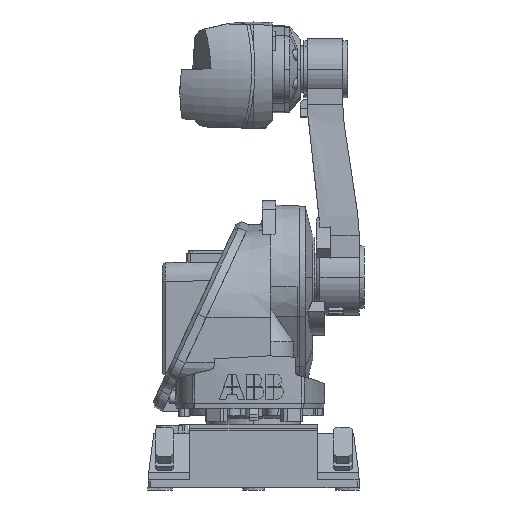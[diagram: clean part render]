
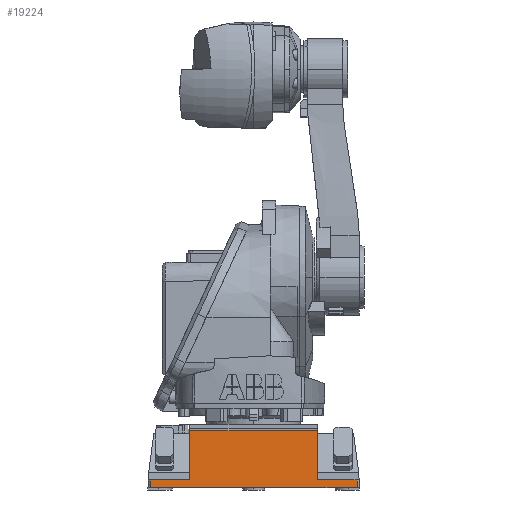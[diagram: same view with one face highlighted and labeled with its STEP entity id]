
A CAD part, left-side view. The second image highlights one B-rep face of the part: STEP entity #19224.
In plain terms, the highlighted planar face has unit normal (-0.999, 0, 0.035).
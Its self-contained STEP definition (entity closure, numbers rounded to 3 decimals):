
#18931 = EDGE_CURVE ( 'NONE', #18932, #18955, #46498, .T. ) ;
#18932 = VERTEX_POINT ( 'NONE', #46494 ) ;
#18944 = VERTEX_POINT ( 'NONE', #46478 ) ;
#18946 = EDGE_CURVE ( 'NONE', #18952, #18944, #46476, .T. ) ;
#18952 = VERTEX_POINT ( 'NONE', #46509 ) ;
#18954 = EDGE_CURVE ( 'NONE', #18955, #18952, #46508, .T. ) ;
#18955 = VERTEX_POINT ( 'NONE', #46504 ) ;
#19041 = VERTEX_POINT ( 'NONE', #46725 ) ;
#19043 = EDGE_CURVE ( 'NONE', #18944, #19041, #46776, .T. ) ;
#19161 = EDGE_CURVE ( 'NONE', #19162, #18932, #47097, .T. ) ;
#19162 = VERTEX_POINT ( 'NONE', #47093 ) ;
#19224 = ADVANCED_FACE ( 'NONE', ( #47272 ), #47313, .T. ) ;
#19225 = EDGE_LOOP ( 'NONE', ( #19226, #19227, #19228, #19229, #19230, #19231, #19291, #19293 ) ) ;
#19226 = ORIENTED_EDGE ( 'NONE', *, *, #19161, .T. ) ;
#19227 = ORIENTED_EDGE ( 'NONE', *, *, #18931, .T. ) ;
#19228 = ORIENTED_EDGE ( 'NONE', *, *, #18954, .T. ) ;
#19229 = ORIENTED_EDGE ( 'NONE', *, *, #18946, .T. ) ;
#19230 = ORIENTED_EDGE ( 'NONE', *, *, #19043, .T. ) ;
#19231 = ORIENTED_EDGE ( 'NONE', *, *, #19232, .F. ) ;
#19232 = EDGE_CURVE ( 'NONE', #19233, #19041, #47308, .T. ) ;
#19233 = VERTEX_POINT ( 'NONE', #47304 ) ;
#19247 = EDGE_CURVE ( 'NONE', #19248, #19162, #47380, .T. ) ;
#19248 = VERTEX_POINT ( 'NONE', #47376 ) ;
#19291 = ORIENTED_EDGE ( 'NONE', *, *, #19292, .F. ) ;
#19292 = EDGE_CURVE ( 'NONE', #19248, #19233, #47488, .T. ) ;
#19293 = ORIENTED_EDGE ( 'NONE', *, *, #19247, .T. ) ;
#46473 = DIRECTION ( 'NONE',  ( -0.035, 0., -0.999 ) ) ;
#46474 = VECTOR ( 'NONE', #46473, 1000. ) ;
#46475 = CARTESIAN_POINT ( 'NONE',  ( -370., 146., 5. ) ) ;
#46476 = LINE ( 'NONE', #46475, #46474 ) ;
#46478 = CARTESIAN_POINT ( 'NONE',  ( -369.371, 146., 23. ) ) ;
#46494 = CARTESIAN_POINT ( 'NONE',  ( -369.371, -146., 23. ) ) ;
#46495 = DIRECTION ( 'NONE',  ( 0.035, 0., 0.999 ) ) ;
#46496 = VECTOR ( 'NONE', #46495, 1000. ) ;
#46497 = CARTESIAN_POINT ( 'NONE',  ( -370., -146., 5. ) ) ;
#46498 = LINE ( 'NONE', #46497, #46496 ) ;
#46504 = CARTESIAN_POINT ( 'NONE',  ( -365.46, -146., 135. ) ) ;
#46505 = DIRECTION ( 'NONE',  ( 0., 1., 0. ) ) ;
#46506 = VECTOR ( 'NONE', #46505, 1000. ) ;
#46507 = CARTESIAN_POINT ( 'NONE',  ( -365.46, 236.501, 135. ) ) ;
#46508 = LINE ( 'NONE', #46507, #46506 ) ;
#46509 = CARTESIAN_POINT ( 'NONE',  ( -365.46, 146., 135. ) ) ;
#46725 = CARTESIAN_POINT ( 'NONE',  ( -369.371, 236.24, 23. ) ) ;
#46773 = DIRECTION ( 'NONE',  ( 0., 1., 0. ) ) ;
#46774 = VECTOR ( 'NONE', #46773, 1000. ) ;
#46775 = CARTESIAN_POINT ( 'NONE',  ( -369.371, 236.501, 23. ) ) ;
#46776 = LINE ( 'NONE', #46775, #46774 ) ;
#47093 = CARTESIAN_POINT ( 'NONE',  ( -369.371, -236.24, 23. ) ) ;
#47094 = DIRECTION ( 'NONE',  ( 0., 1., 0. ) ) ;
#47095 = VECTOR ( 'NONE', #47094, 1000. ) ;
#47096 = CARTESIAN_POINT ( 'NONE',  ( -369.371, 236.501, 23. ) ) ;
#47097 = LINE ( 'NONE', #47096, #47095 ) ;
#47272 = FACE_OUTER_BOUND ( 'NONE', #19225, .T. ) ;
#47304 = CARTESIAN_POINT ( 'NONE',  ( -370., 236.501, 5. ) ) ;
#47305 = DIRECTION ( 'NONE',  ( 0.035, -0.014, 0.999 ) ) ;
#47306 = VECTOR ( 'NONE', #47305, 1000. ) ;
#47307 = CARTESIAN_POINT ( 'NONE',  ( -370., 236.501, 5. ) ) ;
#47308 = LINE ( 'NONE', #47307, #47306 ) ;
#47309 = DIRECTION ( 'NONE',  ( 0.035, 0., 0.999 ) ) ;
#47310 = DIRECTION ( 'NONE',  ( -0.999, 0., 0.035 ) ) ;
#47311 = CARTESIAN_POINT ( 'NONE',  ( -370., 236.501, 5. ) ) ;
#47312 = AXIS2_PLACEMENT_3D ( 'NONE', #47311, #47310, #47309 ) ;
#47313 = PLANE ( 'NONE',  #47312 ) ;
#47376 = CARTESIAN_POINT ( 'NONE',  ( -370., -236.501, 5. ) ) ;
#47377 = DIRECTION ( 'NONE',  ( 0.035, 0.014, 0.999 ) ) ;
#47378 = VECTOR ( 'NONE', #47377, 1000. ) ;
#47379 = CARTESIAN_POINT ( 'NONE',  ( -370., -236.501, 5. ) ) ;
#47380 = LINE ( 'NONE', #47379, #47378 ) ;
#47485 = DIRECTION ( 'NONE',  ( 0., 1., 0. ) ) ;
#47486 = VECTOR ( 'NONE', #47485, 1000. ) ;
#47487 = CARTESIAN_POINT ( 'NONE',  ( -370., 0., 5. ) ) ;
#47488 = LINE ( 'NONE', #47487, #47486 ) ;
